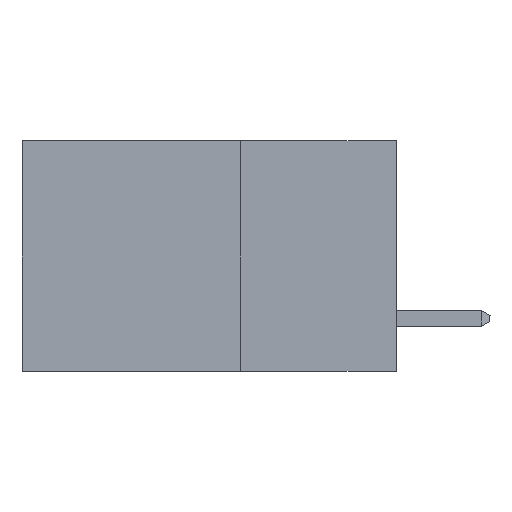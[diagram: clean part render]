
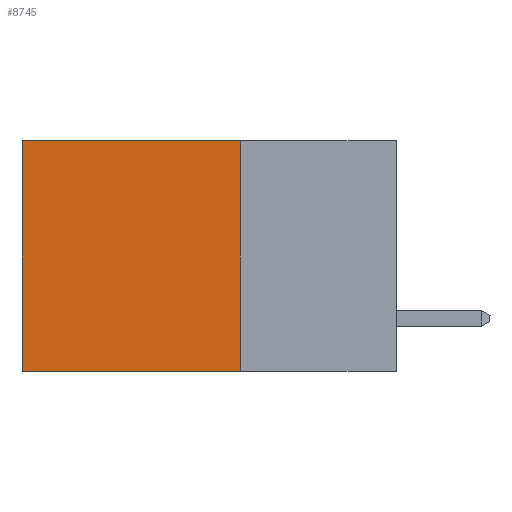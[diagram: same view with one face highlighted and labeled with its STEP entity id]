
A CAD part, left-side view. The second image highlights one B-rep face of the part: STEP entity #8745.
In plain terms, the highlighted planar face has unit normal (-1, 0, 0).
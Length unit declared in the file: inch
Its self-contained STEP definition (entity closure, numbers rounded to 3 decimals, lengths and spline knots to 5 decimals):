
#664 = CARTESIAN_POINT ( 'NONE',  ( 0.2615, 0.25, -0.37 ) ) ;
#771 = PLANE ( 'NONE',  #11746 ) ;
#891 = CARTESIAN_POINT ( 'NONE',  ( 0.2615, 0.25, -0.37 ) ) ;
#1266 = LINE ( 'NONE', #9309, #17452 ) ;
#1962 = EDGE_CURVE ( 'NONE', #22585, #8985, #14222, .T. ) ;
#3181 = EDGE_LOOP ( 'NONE', ( #6297, #6667, #18099, #7798 ) ) ;
#3438 = DIRECTION ( 'NONE',  ( 0., 0., -1. ) ) ;
#4317 = CARTESIAN_POINT ( 'NONE',  ( 0.2615, 0.25, 0. ) ) ;
#4399 = EDGE_CURVE ( 'NONE', #11337, #8985, #19760, .T. ) ;
#6297 = ORIENTED_EDGE ( 'NONE', *, *, #1962, .T. ) ;
#6369 = CARTESIAN_POINT ( 'NONE',  ( 0.2615, 0.25, -0.37 ) ) ;
#6404 = FACE_OUTER_BOUND ( 'NONE', #3181, .T. ) ;
#6667 = ORIENTED_EDGE ( 'NONE', *, *, #4399, .F. ) ;
#7659 = CARTESIAN_POINT ( 'NONE',  ( 0.2615, 0.6, -0.37 ) ) ;
#7798 = ORIENTED_EDGE ( 'NONE', *, *, #21610, .T. ) ;
#7961 = VECTOR ( 'NONE', #13621, 39.37008 ) ;
#8266 = DIRECTION ( 'NONE',  ( 0., 1., 0. ) ) ;
#8310 = DIRECTION ( 'NONE',  ( 0., 0., -1. ) ) ;
#8745 = ADVANCED_FACE ( 'NONE', ( #6404 ), #771, .F. ) ;
#8812 = EDGE_CURVE ( 'NONE', #14036, #11337, #1266, .T. ) ;
#8985 = VERTEX_POINT ( 'NONE', #7659 ) ;
#9309 = CARTESIAN_POINT ( 'NONE',  ( 0.2615, 0.25, -0.37 ) ) ;
#10049 = LINE ( 'NONE', #4317, #11673 ) ;
#11337 = VERTEX_POINT ( 'NONE', #664 ) ;
#11673 = VECTOR ( 'NONE', #8266, 39.37008 ) ;
#11746 = AXIS2_PLACEMENT_3D ( 'NONE', #891, #12124, #8310 ) ;
#12124 = DIRECTION ( 'NONE',  ( 1., 0., 0. ) ) ;
#12558 = CARTESIAN_POINT ( 'NONE',  ( 0.2615, 0.6, -0.37 ) ) ;
#13621 = DIRECTION ( 'NONE',  ( 0., 1., 0. ) ) ;
#14036 = VERTEX_POINT ( 'NONE', #18432 ) ;
#14222 = LINE ( 'NONE', #12558, #23498 ) ;
#17452 = VECTOR ( 'NONE', #3438, 39.37008 ) ;
#18099 = ORIENTED_EDGE ( 'NONE', *, *, #8812, .F. ) ;
#18432 = CARTESIAN_POINT ( 'NONE',  ( 0.2615, 0.25, 0. ) ) ;
#18536 = CARTESIAN_POINT ( 'NONE',  ( 0.2615, 0.6, 0. ) ) ;
#18918 = DIRECTION ( 'NONE',  ( 0., 0., -1. ) ) ;
#19760 = LINE ( 'NONE', #6369, #7961 ) ;
#21610 = EDGE_CURVE ( 'NONE', #14036, #22585, #10049, .T. ) ;
#22585 = VERTEX_POINT ( 'NONE', #18536 ) ;
#23498 = VECTOR ( 'NONE', #18918, 39.37008 ) ;
